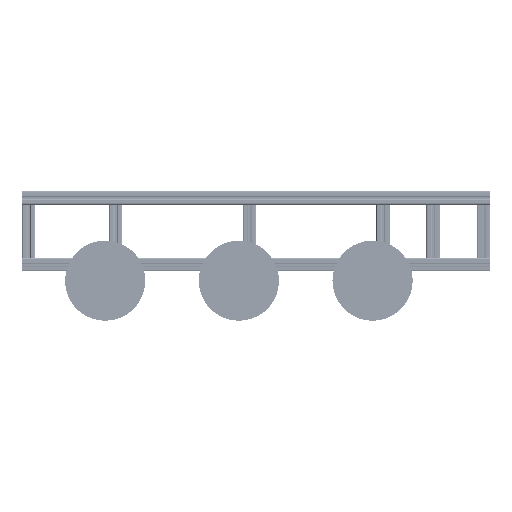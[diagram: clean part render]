
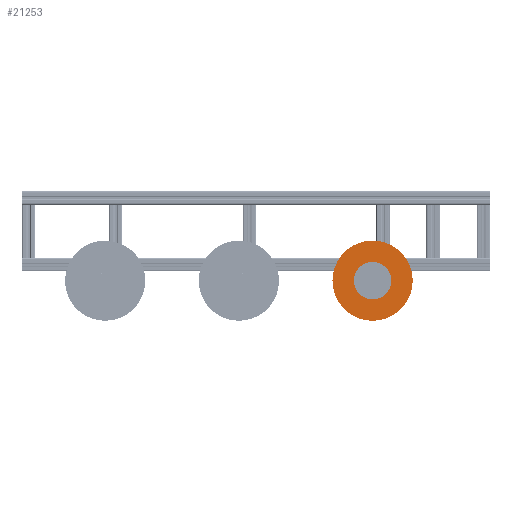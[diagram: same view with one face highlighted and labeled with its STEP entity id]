
A CAD part, left-side view. The second image highlights one B-rep face of the part: STEP entity #21253.
In plain terms, the highlighted face is planar.
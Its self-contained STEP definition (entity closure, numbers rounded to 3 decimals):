
#2007=FACE_BOUND('',#4507,.T.);
#2520=PLANE('',#22981);
#3300=FACE_OUTER_BOUND('',#4506,.T.);
#4506=EDGE_LOOP('',(#16740));
#4507=EDGE_LOOP('',(#16741));
#9058=CIRCLE('',#22978,28.);
#9060=CIRCLE('',#22982,60.);
#10328=VERTEX_POINT('',#37971);
#10330=VERTEX_POINT('',#37978);
#12639=EDGE_CURVE('',#10328,#10328,#9058,.T.);
#12642=EDGE_CURVE('',#10330,#10330,#9060,.T.);
#16740=ORIENTED_EDGE('',*,*,#12642,.F.);
#16741=ORIENTED_EDGE('',*,*,#12639,.T.);
#21253=ADVANCED_FACE('',(#3300,#2007),#2520,.F.);
#22978=AXIS2_PLACEMENT_3D('',#37972,#27232,#27233);
#22981=AXIS2_PLACEMENT_3D('',#37977,#27239,#27240);
#22982=AXIS2_PLACEMENT_3D('',#37979,#27241,#27242);
#27232=DIRECTION('center_axis',(0.,1.,0.));
#27233=DIRECTION('ref_axis',(1.,0.,0.));
#27239=DIRECTION('center_axis',(0.,1.,0.));
#27240=DIRECTION('ref_axis',(1.,0.,0.));
#27241=DIRECTION('center_axis',(0.,1.,0.));
#27242=DIRECTION('ref_axis',(1.,0.,0.));
#37971=CARTESIAN_POINT('',(-28.,0.,0.));
#37972=CARTESIAN_POINT('Origin',(0.,0.,0.));
#37977=CARTESIAN_POINT('Origin',(0.,0.,0.));
#37978=CARTESIAN_POINT('',(-60.,0.,0.));
#37979=CARTESIAN_POINT('Origin',(0.,0.,0.));
